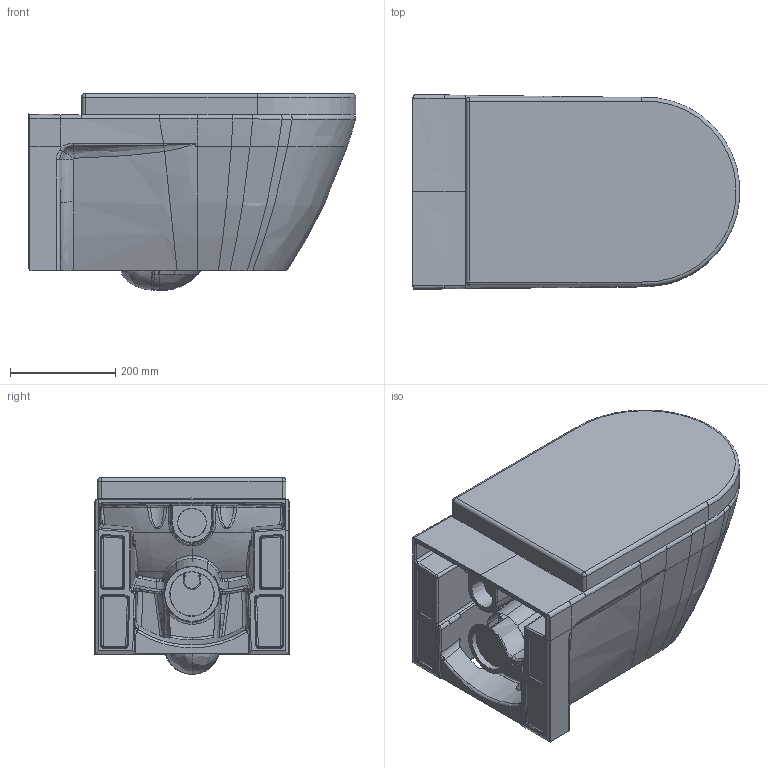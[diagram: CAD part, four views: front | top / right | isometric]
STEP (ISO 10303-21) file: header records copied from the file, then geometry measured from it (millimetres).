
FILE_DESCRIPTION((''),'2;1');
FILE_NAME('253309.stp','2011-05-29T12:44:47',('Administrator'),(''),'Autodesk Inventor 2011','Autodesk Inventor 2011','');
FILE_SCHEMA(('AUTOMOTIVE_DESIGN { 1 0 10303 214 1 1 1 1 }'));
Length unit declared in the file: millimetre
Products named in the file (3): 253309; Sitz 212909
Assembly tree (2 placements, depth 2):
  253309
    253309
    Sitz 212909
Bounding box: 620.37 x 368.94 x 373.48 mm (x, y, z)
Volume: 30935407.2 mm3; surface area: 1815361.2 mm2
Topology: 3 solids, 3 shells, 958 faces, 2424 edges, 1448 vertices
Faces by surface type: bspline 666, cylinder 133, plane 97, torus 44, sphere 12, cone 6
Full cylindrical faces by diameter (mm): 16 x2
Entity records: 96383 total; most frequent: CARTESIAN_POINT 77295, ORIENTED_EDGE 4760, DIRECTION 2712, EDGE_CURVE 2380, VERTEX_POINT 1442, AXIS2_PLACEMENT_3D 1170, B_SPLINE_CURVE_WITH_KNOTS 1132, EDGE_LOOP 976
